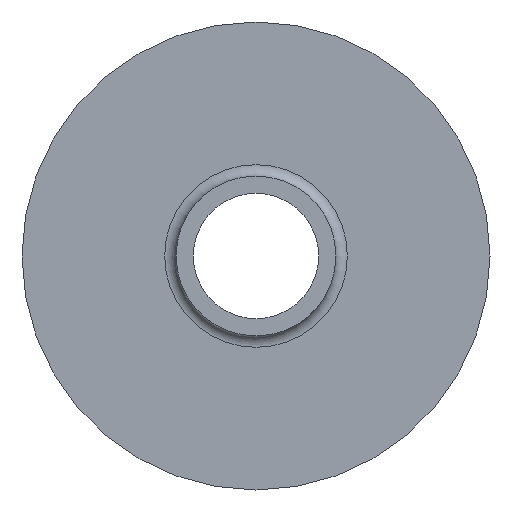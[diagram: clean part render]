
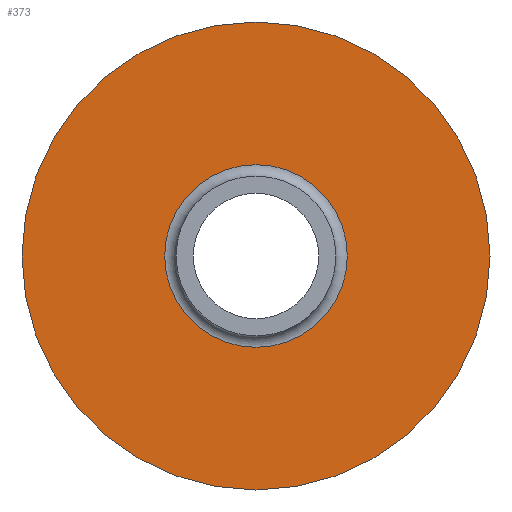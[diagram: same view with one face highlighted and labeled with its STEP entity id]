
A CAD part, left-side view. The second image highlights one B-rep face of the part: STEP entity #373.
In plain terms, the highlighted planar face has unit normal (-1, 0, 0).
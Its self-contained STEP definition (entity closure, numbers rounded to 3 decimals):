
#10 = DIRECTION ( 'NONE',  ( 1., 0., 0. ) ) ;
#25 = DIRECTION ( 'NONE',  ( -1., 0., 0. ) ) ;
#26 = CARTESIAN_POINT ( 'NONE',  ( -11.75, 0., 0. ) ) ;
#32 = CIRCLE ( 'NONE', #113, 41. ) ;
#69 = FACE_OUTER_BOUND ( 'NONE', #156, .T. ) ;
#72 = EDGE_CURVE ( 'NONE', #270, #270, #32, .T. ) ;
#73 = CARTESIAN_POINT ( 'NONE',  ( -11.75, 0., 41. ) ) ;
#81 = AXIS2_PLACEMENT_3D ( 'NONE', #106, #10, #321 ) ;
#106 = CARTESIAN_POINT ( 'NONE',  ( -11.75, 41., 0. ) ) ;
#113 = AXIS2_PLACEMENT_3D ( 'NONE', #26, #25, #186 ) ;
#138 = ORIENTED_EDGE ( 'NONE', *, *, #383, .F. ) ;
#139 = PLANE ( 'NONE',  #81 ) ;
#148 = VERTEX_POINT ( 'NONE', #174 ) ;
#156 = EDGE_LOOP ( 'NONE', ( #173 ) ) ;
#173 = ORIENTED_EDGE ( 'NONE', *, *, #72, .T. ) ;
#174 = CARTESIAN_POINT ( 'NONE',  ( -11.75, 0., 16. ) ) ;
#186 = DIRECTION ( 'NONE',  ( 0., 0., 1. ) ) ;
#231 = FACE_BOUND ( 'NONE', #296, .T. ) ;
#262 = CARTESIAN_POINT ( 'NONE',  ( -11.75, 0., 0. ) ) ;
#267 = CIRCLE ( 'NONE', #392, 16. ) ;
#270 = VERTEX_POINT ( 'NONE', #73 ) ;
#285 = DIRECTION ( 'NONE',  ( 0., 0., 1. ) ) ;
#296 = EDGE_LOOP ( 'NONE', ( #138 ) ) ;
#321 = DIRECTION ( 'NONE',  ( 0., 0., -1. ) ) ;
#351 = DIRECTION ( 'NONE',  ( -1., 0., 0. ) ) ;
#373 = ADVANCED_FACE ( 'NONE', ( #231, #69 ), #139, .F. ) ;
#383 = EDGE_CURVE ( 'NONE', #148, #148, #267, .T. ) ;
#392 = AXIS2_PLACEMENT_3D ( 'NONE', #262, #351, #285 ) ;
